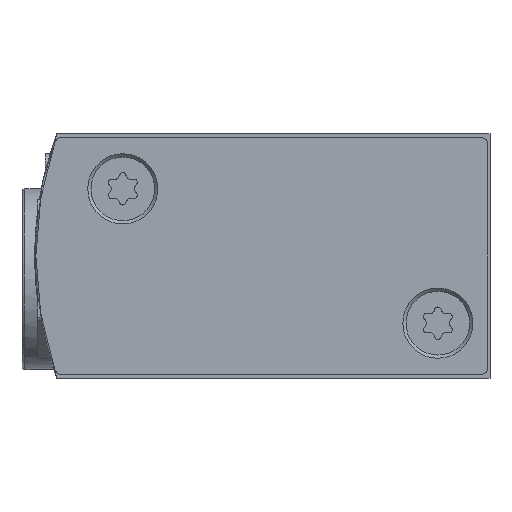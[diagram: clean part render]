
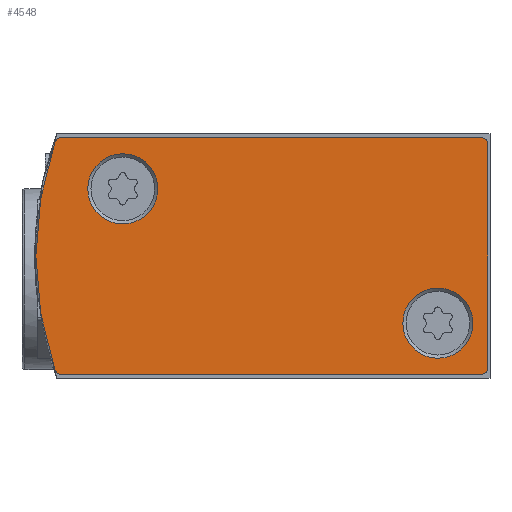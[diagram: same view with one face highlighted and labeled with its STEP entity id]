
A CAD part, left-side view. The second image highlights one B-rep face of the part: STEP entity #4548.
In plain terms, the highlighted planar face has unit normal (-1, 0, 0).
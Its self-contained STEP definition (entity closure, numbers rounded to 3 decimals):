
#195=PLANE('',#5024);
#559=LINE('',#7665,#954);
#564=LINE('',#7680,#959);
#568=LINE('',#7692,#963);
#954=VECTOR('',#6216,1000.);
#959=VECTOR('',#6229,1000.);
#963=VECTOR('',#6241,1000.);
#1155=CIRCLE('',#5004,30.);
#1157=CIRCLE('',#5008,0.5);
#1159=CIRCLE('',#5012,0.5);
#1161=CIRCLE('',#5016,0.5);
#1163=CIRCLE('',#5019,0.5);
#1167=CIRCLE('',#5025,3.025);
#1168=CIRCLE('',#5026,3.025);
#2292=ORIENTED_EDGE('',*,*,#3025,.T.);
#2293=ORIENTED_EDGE('',*,*,#3026,.T.);
#2294=ORIENTED_EDGE('',*,*,#3003,.F.);
#2295=ORIENTED_EDGE('',*,*,#3021,.F.);
#2296=ORIENTED_EDGE('',*,*,#2999,.F.);
#2297=ORIENTED_EDGE('',*,*,#3019,.F.);
#2298=ORIENTED_EDGE('',*,*,#3016,.F.);
#2299=ORIENTED_EDGE('',*,*,#3013,.F.);
#2300=ORIENTED_EDGE('',*,*,#3010,.F.);
#2301=ORIENTED_EDGE('',*,*,#3007,.F.);
#2999=EDGE_CURVE('',#3476,#3477,#1155,.T.);
#3003=EDGE_CURVE('',#3480,#3481,#559,.T.);
#3007=EDGE_CURVE('',#3481,#3484,#1157,.T.);
#3010=EDGE_CURVE('',#3484,#3486,#564,.T.);
#3013=EDGE_CURVE('',#3486,#3488,#1159,.T.);
#3016=EDGE_CURVE('',#3488,#3490,#568,.T.);
#3019=EDGE_CURVE('',#3490,#3476,#1161,.T.);
#3021=EDGE_CURVE('',#3477,#3480,#1163,.T.);
#3025=EDGE_CURVE('',#3494,#3494,#1167,.T.);
#3026=EDGE_CURVE('',#3495,#3495,#1168,.T.);
#3476=VERTEX_POINT('',#7657);
#3477=VERTEX_POINT('',#7658);
#3480=VERTEX_POINT('',#7666);
#3481=VERTEX_POINT('',#7667);
#3484=VERTEX_POINT('',#7675);
#3486=VERTEX_POINT('',#7681);
#3488=VERTEX_POINT('',#7687);
#3490=VERTEX_POINT('',#7693);
#3494=VERTEX_POINT('',#7710);
#3495=VERTEX_POINT('',#7712);
#3830=EDGE_LOOP('',(#2292));
#3831=EDGE_LOOP('',(#2293));
#3832=EDGE_LOOP('',(#2294,#2295,#2296,#2297,#2298,#2299,#2300,#2301));
#4171=FACE_BOUND('',#3830,.T.);
#4172=FACE_BOUND('',#3831,.T.);
#4173=FACE_BOUND('',#3832,.T.);
#4548=ADVANCED_FACE('',(#4171,#4172,#4173),#195,.F.);
#5004=AXIS2_PLACEMENT_3D('',#7656,#6208,#6209);
#5008=AXIS2_PLACEMENT_3D('',#7674,#6222,#6223);
#5012=AXIS2_PLACEMENT_3D('',#7686,#6234,#6235);
#5016=AXIS2_PLACEMENT_3D('',#7698,#6246,#6247);
#5019=AXIS2_PLACEMENT_3D('',#7701,#6252,#6253);
#5024=AXIS2_PLACEMENT_3D('',#7708,#6262,#6263);
#5025=AXIS2_PLACEMENT_3D('',#7709,#6264,#6265);
#5026=AXIS2_PLACEMENT_3D('',#7711,#6266,#6267);
#6208=DIRECTION('',(1.,0.,0.));
#6209=DIRECTION('',(0.,0.,-1.));
#6216=DIRECTION('',(0.,-1.,0.));
#6222=DIRECTION('',(1.,0.,0.));
#6223=DIRECTION('',(0.,0.,-1.));
#6229=DIRECTION('',(0.,0.,-1.));
#6234=DIRECTION('',(1.,0.,0.));
#6235=DIRECTION('',(0.,0.,-1.));
#6241=DIRECTION('',(0.,1.,0.));
#6246=DIRECTION('',(1.,0.,0.));
#6247=DIRECTION('',(0.,0.,-1.));
#6252=DIRECTION('',(1.,0.,0.));
#6253=DIRECTION('',(0.,0.,-1.));
#6262=DIRECTION('',(1.,0.,0.));
#6263=DIRECTION('',(0.,0.,-1.));
#6264=DIRECTION('',(1.,0.,0.));
#6265=DIRECTION('',(0.,0.,-1.));
#6266=DIRECTION('',(1.,0.,0.));
#6267=DIRECTION('',(0.,0.,-1.));
#7656=CARTESIAN_POINT('',(0.,9.2,0.));
#7657=CARTESIAN_POINT('',(0.,37.532,-9.864));
#7658=CARTESIAN_POINT('',(0.,37.532,9.864));
#7665=CARTESIAN_POINT('',(0.,37.06,10.2));
#7666=CARTESIAN_POINT('',(0.,37.06,10.2));
#7667=CARTESIAN_POINT('',(0.,0.7,10.2));
#7674=CARTESIAN_POINT('',(0.,0.7,9.7));
#7675=CARTESIAN_POINT('',(0.,0.2,9.7));
#7680=CARTESIAN_POINT('',(0.,0.2,9.7));
#7681=CARTESIAN_POINT('',(0.,0.2,-9.7));
#7686=CARTESIAN_POINT('',(0.,0.7,-9.7));
#7687=CARTESIAN_POINT('',(0.,0.7,-10.2));
#7692=CARTESIAN_POINT('',(0.,0.7,-10.2));
#7693=CARTESIAN_POINT('',(0.,37.06,-10.2));
#7698=CARTESIAN_POINT('',(0.,37.06,-9.7));
#7701=CARTESIAN_POINT('',(0.,37.06,9.7));
#7708=CARTESIAN_POINT('',(0.,0.7,9.7));
#7709=CARTESIAN_POINT('',(0.,31.7,5.8));
#7710=CARTESIAN_POINT('',(0.,31.7,2.775));
#7711=CARTESIAN_POINT('',(0.,4.5,-5.8));
#7712=CARTESIAN_POINT('',(0.,4.5,-8.825));
